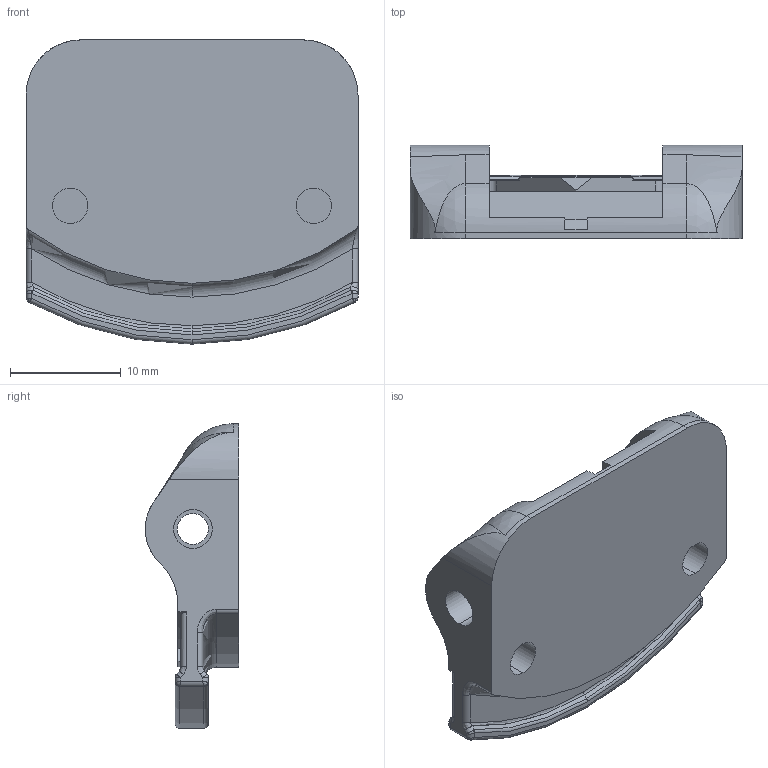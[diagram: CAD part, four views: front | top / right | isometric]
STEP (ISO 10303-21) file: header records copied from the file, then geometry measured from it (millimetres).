
FILE_DESCRIPTION (( 'STEP AP214' ), '1' );
FILE_NAME ('RADIAL LOCK A.STEP', '2023-11-03T06:55:10', ( '' ), ( '' ), 'SwSTEP 2.0', 'SolidWorks 2022', '' );
FILE_SCHEMA (( 'AUTOMOTIVE_DESIGN' ));
Length unit declared in the file: millimetre
Products named in the file (1): RADIAL LOCK A
Bounding box: 30 x 8.45 x 27.5 mm (x, y, z)
Volume: 2707.6 mm3; surface area: 2482 mm2
Topology: 1 solids, 1 shells, 115 faces, 294 edges, 176 vertices
Faces by surface type: cylinder 38, plane 33, bspline 28, torus 11, cone 3, sphere 2
Entity records: 4324 total; most frequent: CARTESIAN_POINT 1715, ORIENTED_EDGE 572, DIRECTION 505, EDGE_CURVE 286, AXIS2_PLACEMENT_3D 197, VERTEX_POINT 176, EDGE_LOOP 122, ADVANCED_FACE 115
